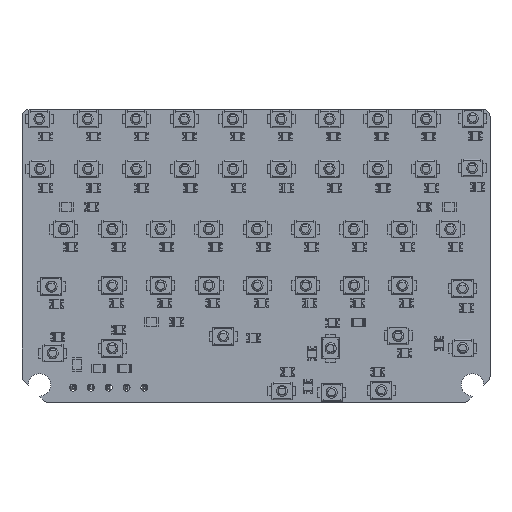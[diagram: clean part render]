
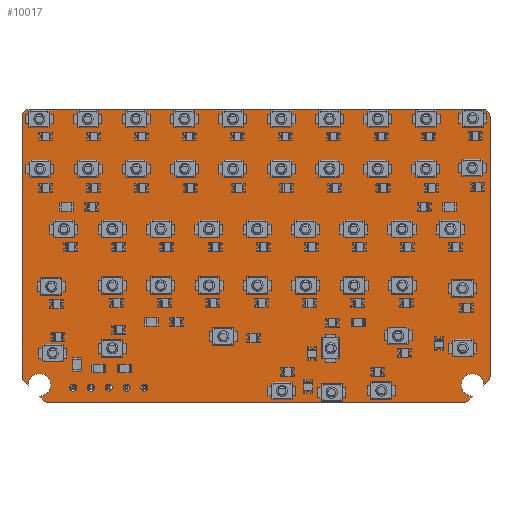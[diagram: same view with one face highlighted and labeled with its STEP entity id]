
A CAD part, top view. The second image highlights one B-rep face of the part: STEP entity #10017.
In plain terms, the highlighted planar face has unit normal (0, 0, 1).
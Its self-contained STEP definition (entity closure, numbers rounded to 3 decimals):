
#9711 = VERTEX_POINT('',#9712);
#9712 = CARTESIAN_POINT('',(32.4,20.9,1.51));
#9718 = EDGE_CURVE('',#9711,#9719,#9721,.T.);
#9719 = VERTEX_POINT('',#9720);
#9720 = CARTESIAN_POINT('',(33.4,19.9,1.51));
#9721 = CIRCLE('',#9722,1.);
#9722 = AXIS2_PLACEMENT_3D('',#9723,#9724,#9725);
#9723 = CARTESIAN_POINT('',(32.4,19.9,1.51));
#9724 = DIRECTION('',(0.,0.,-1.));
#9725 = DIRECTION('',(0.,1.,0.));
#9753 = VERTEX_POINT('',#9754);
#9754 = CARTESIAN_POINT('',(-32.4,20.9,1.51));
#9760 = EDGE_CURVE('',#9753,#9711,#9761,.T.);
#9761 = LINE('',#9762,#9763);
#9762 = CARTESIAN_POINT('',(-32.4,20.9,1.51));
#9763 = VECTOR('',#9764,1.);
#9764 = DIRECTION('',(1.,0.,0.));
#9782 = EDGE_CURVE('',#9719,#9783,#9785,.T.);
#9783 = VERTEX_POINT('',#9784);
#9784 = CARTESIAN_POINT('',(33.4,-17.136,1.51));
#9785 = LINE('',#9786,#9787);
#9786 = CARTESIAN_POINT('',(33.4,19.9,1.51));
#9787 = VECTOR('',#9788,1.);
#9788 = DIRECTION('',(0.,-1.,0.));
#10017 = ADVANCED_FACE('',(#10018,#10166,#10177,#10188,#10199,#10210),
  #10221,.T.);
#10018 = FACE_BOUND('',#10019,.T.);
#10019 = EDGE_LOOP('',(#10020,#10021,#10022,#10031,#10039,#10048,#10056,
    #10065,#10074,#10082,#10090,#10099,#10107,#10116,#10124,#10132,
    #10141,#10150,#10158,#10165));
#10020 = ORIENTED_EDGE('',*,*,#9718,.F.);
#10021 = ORIENTED_EDGE('',*,*,#9760,.F.);
#10022 = ORIENTED_EDGE('',*,*,#10023,.F.);
#10023 = EDGE_CURVE('',#10024,#9753,#10026,.T.);
#10024 = VERTEX_POINT('',#10025);
#10025 = CARTESIAN_POINT('',(-33.4,19.9,1.51));
#10026 = CIRCLE('',#10027,1.);
#10027 = AXIS2_PLACEMENT_3D('',#10028,#10029,#10030);
#10028 = CARTESIAN_POINT('',(-32.4,19.9,1.51));
#10029 = DIRECTION('',(0.,0.,-1.));
#10030 = DIRECTION('',(-1.,0.,-0.));
#10031 = ORIENTED_EDGE('',*,*,#10032,.F.);
#10032 = EDGE_CURVE('',#10033,#10024,#10035,.T.);
#10033 = VERTEX_POINT('',#10034);
#10034 = CARTESIAN_POINT('',(-33.4,-17.136,1.51));
#10035 = LINE('',#10036,#10037);
#10036 = CARTESIAN_POINT('',(-33.4,-17.136,1.51));
#10037 = VECTOR('',#10038,1.);
#10038 = DIRECTION('',(0.,1.,0.));
#10039 = ORIENTED_EDGE('',*,*,#10040,.F.);
#10040 = EDGE_CURVE('',#10041,#10033,#10043,.T.);
#10041 = VERTEX_POINT('',#10042);
#10042 = CARTESIAN_POINT('',(-33.107,-17.843,1.51));
#10043 = CIRCLE('',#10044,1.);
#10044 = AXIS2_PLACEMENT_3D('',#10045,#10046,#10047);
#10045 = CARTESIAN_POINT('',(-32.4,-17.136,1.51));
#10046 = DIRECTION('',(0.,0.,-1.));
#10047 = DIRECTION('',(-0.707,-0.707,-0.));
#10048 = ORIENTED_EDGE('',*,*,#10049,.F.);
#10049 = EDGE_CURVE('',#10050,#10041,#10052,.T.);
#10050 = VERTEX_POINT('',#10051);
#10051 = CARTESIAN_POINT('',(-32.499,-18.451,1.51));
#10052 = LINE('',#10053,#10054);
#10053 = CARTESIAN_POINT('',(-30.9,-20.05,1.51));
#10054 = VECTOR('',#10055,1.);
#10055 = DIRECTION('',(-0.707,0.707,0.));
#10056 = ORIENTED_EDGE('',*,*,#10057,.T.);
#10057 = EDGE_CURVE('',#10050,#10058,#10060,.T.);
#10058 = VERTEX_POINT('',#10059);
#10059 = CARTESIAN_POINT('',(-30.9,-20.,1.51));
#10060 = CIRCLE('',#10061,1.6);
#10061 = AXIS2_PLACEMENT_3D('',#10062,#10063,#10064);
#10062 = CARTESIAN_POINT('',(-30.9,-18.4,1.51));
#10063 = DIRECTION('',(-0.,0.,-1.));
#10064 = DIRECTION('',(-0.,-1.,0.));
#10065 = ORIENTED_EDGE('',*,*,#10066,.T.);
#10066 = EDGE_CURVE('',#10058,#10067,#10069,.T.);
#10067 = VERTEX_POINT('',#10068);
#10068 = CARTESIAN_POINT('',(-30.951,-19.999,1.51));
#10069 = CIRCLE('',#10070,1.6);
#10070 = AXIS2_PLACEMENT_3D('',#10071,#10072,#10073);
#10071 = CARTESIAN_POINT('',(-30.9,-18.4,1.51));
#10072 = DIRECTION('',(-0.,0.,-1.));
#10073 = DIRECTION('',(-0.,-1.,0.));
#10074 = ORIENTED_EDGE('',*,*,#10075,.F.);
#10075 = EDGE_CURVE('',#10076,#10067,#10078,.T.);
#10076 = VERTEX_POINT('',#10077);
#10077 = CARTESIAN_POINT('',(-30.9,-20.05,1.51));
#10078 = LINE('',#10079,#10080);
#10079 = CARTESIAN_POINT('',(-30.9,-20.05,1.51));
#10080 = VECTOR('',#10081,1.);
#10081 = DIRECTION('',(-0.707,0.707,0.));
#10082 = ORIENTED_EDGE('',*,*,#10083,.F.);
#10083 = EDGE_CURVE('',#10084,#10076,#10086,.T.);
#10084 = VERTEX_POINT('',#10085);
#10085 = CARTESIAN_POINT('',(-30.343,-20.607,1.51));
#10086 = LINE('',#10087,#10088);
#10087 = CARTESIAN_POINT('',(-30.343,-20.607,1.51));
#10088 = VECTOR('',#10089,1.);
#10089 = DIRECTION('',(-0.707,0.707,0.));
#10090 = ORIENTED_EDGE('',*,*,#10091,.F.);
#10091 = EDGE_CURVE('',#10092,#10084,#10094,.T.);
#10092 = VERTEX_POINT('',#10093);
#10093 = CARTESIAN_POINT('',(-29.636,-20.9,1.51));
#10094 = CIRCLE('',#10095,1.);
#10095 = AXIS2_PLACEMENT_3D('',#10096,#10097,#10098);
#10096 = CARTESIAN_POINT('',(-29.636,-19.9,1.51));
#10097 = DIRECTION('',(0.,0.,-1.));
#10098 = DIRECTION('',(0.,-1.,0.));
#10099 = ORIENTED_EDGE('',*,*,#10100,.F.);
#10100 = EDGE_CURVE('',#10101,#10092,#10103,.T.);
#10101 = VERTEX_POINT('',#10102);
#10102 = CARTESIAN_POINT('',(29.636,-20.9,1.51));
#10103 = LINE('',#10104,#10105);
#10104 = CARTESIAN_POINT('',(29.636,-20.9,1.51));
#10105 = VECTOR('',#10106,1.);
#10106 = DIRECTION('',(-1.,0.,0.));
#10107 = ORIENTED_EDGE('',*,*,#10108,.F.);
#10108 = EDGE_CURVE('',#10109,#10101,#10111,.T.);
#10109 = VERTEX_POINT('',#10110);
#10110 = CARTESIAN_POINT('',(30.343,-20.607,1.51));
#10111 = CIRCLE('',#10112,1.);
#10112 = AXIS2_PLACEMENT_3D('',#10113,#10114,#10115);
#10113 = CARTESIAN_POINT('',(29.636,-19.9,1.51));
#10114 = DIRECTION('',(0.,0.,-1.));
#10115 = DIRECTION('',(0.707,-0.707,0.));
#10116 = ORIENTED_EDGE('',*,*,#10117,.F.);
#10117 = EDGE_CURVE('',#10118,#10109,#10120,.T.);
#10118 = VERTEX_POINT('',#10119);
#10119 = CARTESIAN_POINT('',(30.9,-20.05,1.51));
#10120 = LINE('',#10121,#10122);
#10121 = CARTESIAN_POINT('',(30.9,-20.05,1.51));
#10122 = VECTOR('',#10123,1.);
#10123 = DIRECTION('',(-0.707,-0.707,0.));
#10124 = ORIENTED_EDGE('',*,*,#10125,.F.);
#10125 = EDGE_CURVE('',#10126,#10118,#10128,.T.);
#10126 = VERTEX_POINT('',#10127);
#10127 = CARTESIAN_POINT('',(30.951,-19.999,1.51));
#10128 = LINE('',#10129,#10130);
#10129 = CARTESIAN_POINT('',(33.107,-17.843,1.51));
#10130 = VECTOR('',#10131,1.);
#10131 = DIRECTION('',(-0.707,-0.707,0.));
#10132 = ORIENTED_EDGE('',*,*,#10133,.T.);
#10133 = EDGE_CURVE('',#10126,#10134,#10136,.T.);
#10134 = VERTEX_POINT('',#10135);
#10135 = CARTESIAN_POINT('',(30.9,-20.,1.51));
#10136 = CIRCLE('',#10137,1.6);
#10137 = AXIS2_PLACEMENT_3D('',#10138,#10139,#10140);
#10138 = CARTESIAN_POINT('',(30.9,-18.4,1.51));
#10139 = DIRECTION('',(-0.,0.,-1.));
#10140 = DIRECTION('',(-0.,-1.,0.));
#10141 = ORIENTED_EDGE('',*,*,#10142,.T.);
#10142 = EDGE_CURVE('',#10134,#10143,#10145,.T.);
#10143 = VERTEX_POINT('',#10144);
#10144 = CARTESIAN_POINT('',(32.499,-18.451,1.51));
#10145 = CIRCLE('',#10146,1.6);
#10146 = AXIS2_PLACEMENT_3D('',#10147,#10148,#10149);
#10147 = CARTESIAN_POINT('',(30.9,-18.4,1.51));
#10148 = DIRECTION('',(-0.,0.,-1.));
#10149 = DIRECTION('',(-0.,-1.,0.));
#10150 = ORIENTED_EDGE('',*,*,#10151,.F.);
#10151 = EDGE_CURVE('',#10152,#10143,#10154,.T.);
#10152 = VERTEX_POINT('',#10153);
#10153 = CARTESIAN_POINT('',(33.107,-17.843,1.51));
#10154 = LINE('',#10155,#10156);
#10155 = CARTESIAN_POINT('',(33.107,-17.843,1.51));
#10156 = VECTOR('',#10157,1.);
#10157 = DIRECTION('',(-0.707,-0.707,0.));
#10158 = ORIENTED_EDGE('',*,*,#10159,.F.);
#10159 = EDGE_CURVE('',#9783,#10152,#10160,.T.);
#10160 = CIRCLE('',#10161,1.);
#10161 = AXIS2_PLACEMENT_3D('',#10162,#10163,#10164);
#10162 = CARTESIAN_POINT('',(32.4,-17.136,1.51));
#10163 = DIRECTION('',(0.,0.,-1.));
#10164 = DIRECTION('',(1.,0.,0.));
#10165 = ORIENTED_EDGE('',*,*,#9782,.F.);
#10166 = FACE_BOUND('',#10167,.T.);
#10167 = EDGE_LOOP('',(#10168));
#10168 = ORIENTED_EDGE('',*,*,#10169,.T.);
#10169 = EDGE_CURVE('',#10170,#10170,#10172,.T.);
#10170 = VERTEX_POINT('',#10171);
#10171 = CARTESIAN_POINT('',(-26.1,-19.29,1.51));
#10172 = CIRCLE('',#10173,0.5);
#10173 = AXIS2_PLACEMENT_3D('',#10174,#10175,#10176);
#10174 = CARTESIAN_POINT('',(-26.1,-18.79,1.51));
#10175 = DIRECTION('',(-0.,0.,-1.));
#10176 = DIRECTION('',(-0.,-1.,0.));
#10177 = FACE_BOUND('',#10178,.T.);
#10178 = EDGE_LOOP('',(#10179));
#10179 = ORIENTED_EDGE('',*,*,#10180,.T.);
#10180 = EDGE_CURVE('',#10181,#10181,#10183,.T.);
#10181 = VERTEX_POINT('',#10182);
#10182 = CARTESIAN_POINT('',(-23.56,-19.29,1.51));
#10183 = CIRCLE('',#10184,0.5);
#10184 = AXIS2_PLACEMENT_3D('',#10185,#10186,#10187);
#10185 = CARTESIAN_POINT('',(-23.56,-18.79,1.51));
#10186 = DIRECTION('',(-0.,0.,-1.));
#10187 = DIRECTION('',(-0.,-1.,0.));
#10188 = FACE_BOUND('',#10189,.T.);
#10189 = EDGE_LOOP('',(#10190));
#10190 = ORIENTED_EDGE('',*,*,#10191,.T.);
#10191 = EDGE_CURVE('',#10192,#10192,#10194,.T.);
#10192 = VERTEX_POINT('',#10193);
#10193 = CARTESIAN_POINT('',(-21.02,-19.29,1.51));
#10194 = CIRCLE('',#10195,0.5);
#10195 = AXIS2_PLACEMENT_3D('',#10196,#10197,#10198);
#10196 = CARTESIAN_POINT('',(-21.02,-18.79,1.51));
#10197 = DIRECTION('',(-0.,0.,-1.));
#10198 = DIRECTION('',(-0.,-1.,0.));
#10199 = FACE_BOUND('',#10200,.T.);
#10200 = EDGE_LOOP('',(#10201));
#10201 = ORIENTED_EDGE('',*,*,#10202,.T.);
#10202 = EDGE_CURVE('',#10203,#10203,#10205,.T.);
#10203 = VERTEX_POINT('',#10204);
#10204 = CARTESIAN_POINT('',(-18.48,-19.29,1.51));
#10205 = CIRCLE('',#10206,0.5);
#10206 = AXIS2_PLACEMENT_3D('',#10207,#10208,#10209);
#10207 = CARTESIAN_POINT('',(-18.48,-18.79,1.51));
#10208 = DIRECTION('',(-0.,0.,-1.));
#10209 = DIRECTION('',(-0.,-1.,0.));
#10210 = FACE_BOUND('',#10211,.T.);
#10211 = EDGE_LOOP('',(#10212));
#10212 = ORIENTED_EDGE('',*,*,#10213,.T.);
#10213 = EDGE_CURVE('',#10214,#10214,#10216,.T.);
#10214 = VERTEX_POINT('',#10215);
#10215 = CARTESIAN_POINT('',(-15.94,-19.29,1.51));
#10216 = CIRCLE('',#10217,0.5);
#10217 = AXIS2_PLACEMENT_3D('',#10218,#10219,#10220);
#10218 = CARTESIAN_POINT('',(-15.94,-18.79,1.51));
#10219 = DIRECTION('',(-0.,0.,-1.));
#10220 = DIRECTION('',(0.,-1.,-0.));
#10221 = PLANE('',#10222);
#10222 = AXIS2_PLACEMENT_3D('',#10223,#10224,#10225);
#10223 = CARTESIAN_POINT('',(0.,0.,1.51));
#10224 = DIRECTION('',(0.,0.,1.));
#10225 = DIRECTION('',(1.,0.,-0.));
